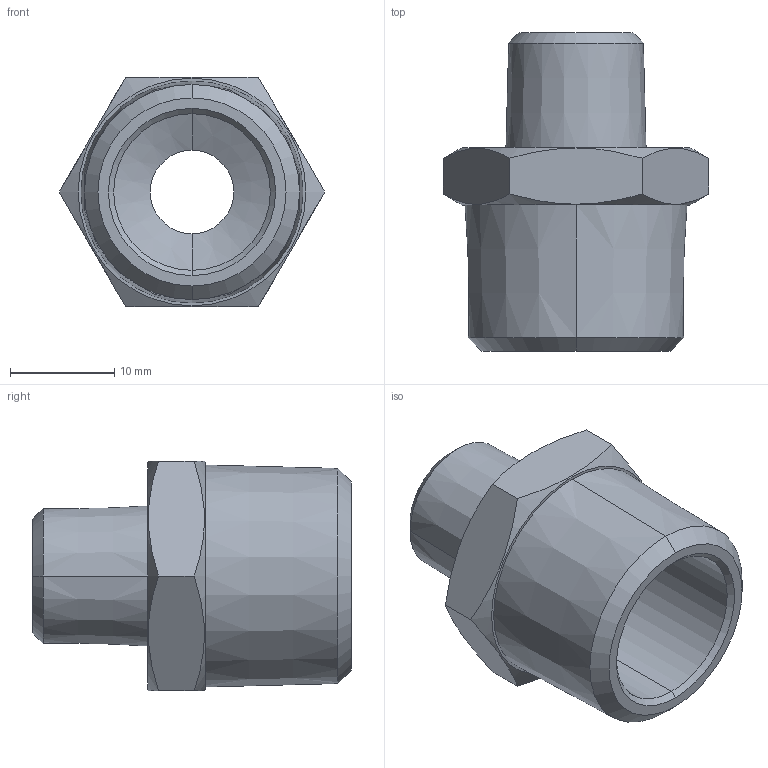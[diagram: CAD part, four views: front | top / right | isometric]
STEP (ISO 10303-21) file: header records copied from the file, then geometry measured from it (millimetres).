
FILE_DESCRIPTION(( 'RA.12.14.12.STEP' ), '1');
FILE_NAME( 'RA.12.14.12.STEP', '2018-09-19T08:56:46',( 'Sopra'),('sopra-pneumatic.com'), 'SwSTEP 2.0','SolidWorks 2009','' );
FILE_SCHEMA (( 'CONFIG_CONTROL_DESIGN' ));
Length unit declared in the file: millimetre
Products named in the file (1): 05020204
Bounding box: 25.4 x 30.5 x 22 mm (x, y, z)
Volume: 4981.3 mm3; surface area: 3430.2 mm2
Topology: 1 solids, 1 shells, 32 faces, 72 edges, 44 vertices
Faces by surface type: cone 18, plane 10, cylinder 4
Entity records: 1073 total; most frequent: CARTESIAN_POINT 285, DIRECTION 150, ORIENTED_EDGE 144, EDGE_CURVE 72, AXIS2_PLACEMENT_3D 61, VERTEX_POINT 44, EDGE_LOOP 36, ADVANCED_FACE 32
